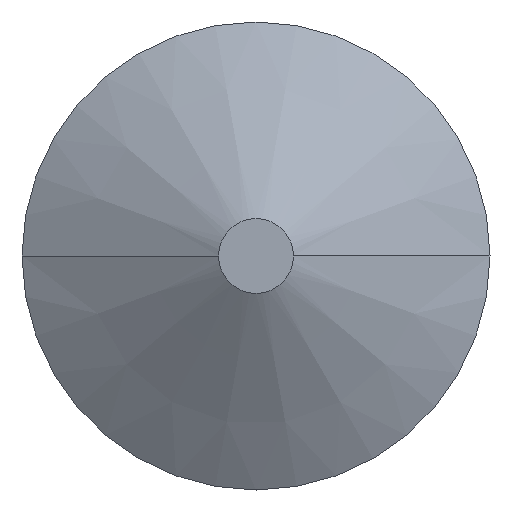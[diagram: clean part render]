
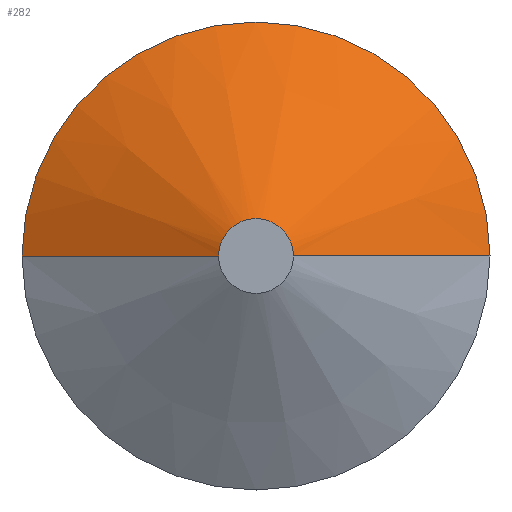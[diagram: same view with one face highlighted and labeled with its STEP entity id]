
A CAD part, front view. The second image highlights one B-rep face of the part: STEP entity #282.
In plain terms, the highlighted conical face has half-angle 60 degrees and reference radius 1.016 mm.
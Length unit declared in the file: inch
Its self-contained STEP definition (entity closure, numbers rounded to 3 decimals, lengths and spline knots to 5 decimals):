
#3 = ORIENTED_EDGE ( 'NONE', *, *, #30, .T. ) ;
#13 = AXIS2_PLACEMENT_3D ( 'NONE', #283, #49, #186 ) ;
#18 = EDGE_CURVE ( 'NONE', #21, #97, #75, .T. ) ;
#21 = VERTEX_POINT ( 'NONE', #239 ) ;
#23 = DIRECTION ( 'NONE',  ( 0.866, 0.5, 0. ) ) ;
#25 = EDGE_LOOP ( 'NONE', ( #211, #3, #188, #206 ) ) ;
#28 = LINE ( 'NONE', #254, #209 ) ;
#30 = EDGE_CURVE ( 'NONE', #54, #21, #139, .T. ) ;
#38 = AXIS2_PLACEMENT_3D ( 'NONE', #81, #170, #80 ) ;
#47 = CARTESIAN_POINT ( 'NONE',  ( 0., 0., 0. ) ) ;
#49 = DIRECTION ( 'NONE',  ( 0., -1., 0. ) ) ;
#54 = VERTEX_POINT ( 'NONE', #110 ) ;
#67 = FACE_OUTER_BOUND ( 'NONE', #25, .T. ) ;
#75 = CIRCLE ( 'NONE', #13, 0.25 ) ;
#80 = DIRECTION ( 'NONE',  ( 1., 0., 0. ) ) ;
#81 = CARTESIAN_POINT ( 'NONE',  ( 0., 0., 0. ) ) ;
#95 = DIRECTION ( 'NONE',  ( 0., 1., 0. ) ) ;
#97 = VERTEX_POINT ( 'NONE', #173 ) ;
#110 = CARTESIAN_POINT ( 'NONE',  ( 0.04, 0., 0. ) ) ;
#138 = DIRECTION ( 'NONE',  ( -0.866, 0.5, 0. ) ) ;
#139 = LINE ( 'NONE', #232, #243 ) ;
#163 = AXIS2_PLACEMENT_3D ( 'NONE', #47, #95, #231 ) ;
#164 = CONICAL_SURFACE ( 'NONE', #163, 0.04, 1.047 ) ;
#170 = DIRECTION ( 'NONE',  ( 0., -1., 0. ) ) ;
#173 = CARTESIAN_POINT ( 'NONE',  ( -0.25, 0.12124, 0. ) ) ;
#183 = EDGE_CURVE ( 'NONE', #54, #184, #307, .T. ) ;
#184 = VERTEX_POINT ( 'NONE', #266 ) ;
#186 = DIRECTION ( 'NONE',  ( 1., 0., 0. ) ) ;
#188 = ORIENTED_EDGE ( 'NONE', *, *, #18, .T. ) ;
#206 = ORIENTED_EDGE ( 'NONE', *, *, #247, .F. ) ;
#209 = VECTOR ( 'NONE', #138, 39.37008 ) ;
#211 = ORIENTED_EDGE ( 'NONE', *, *, #183, .F. ) ;
#231 = DIRECTION ( 'NONE',  ( -1., 0., 0. ) ) ;
#232 = CARTESIAN_POINT ( 'NONE',  ( 0.04, 0., 0. ) ) ;
#239 = CARTESIAN_POINT ( 'NONE',  ( 0.25, 0.12124, 0. ) ) ;
#243 = VECTOR ( 'NONE', #23, 39.37008 ) ;
#247 = EDGE_CURVE ( 'NONE', #184, #97, #28, .T. ) ;
#254 = CARTESIAN_POINT ( 'NONE',  ( -0.04, 0., 0. ) ) ;
#266 = CARTESIAN_POINT ( 'NONE',  ( -0.04, 0., 0. ) ) ;
#282 = ADVANCED_FACE ( 'NONE', ( #67 ), #164, .T. ) ;
#283 = CARTESIAN_POINT ( 'NONE',  ( 0., 0.12124, 0. ) ) ;
#307 = CIRCLE ( 'NONE', #38, 0.04 ) ;
